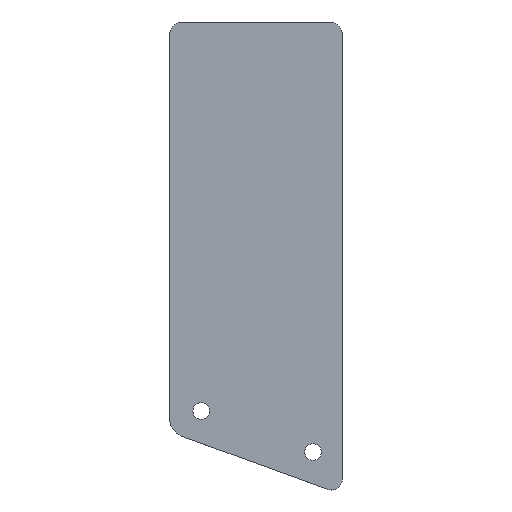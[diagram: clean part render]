
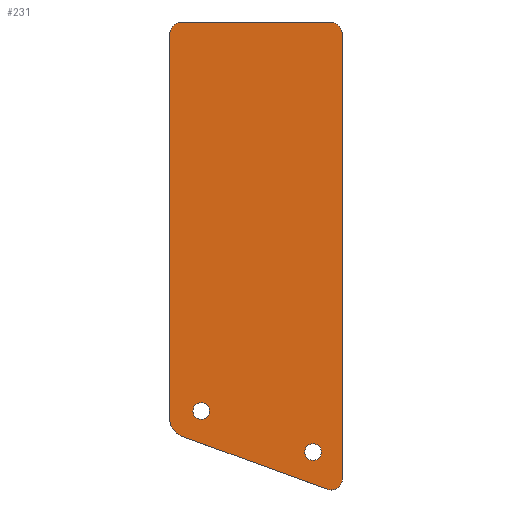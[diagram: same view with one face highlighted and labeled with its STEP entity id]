
A CAD part, top view. The second image highlights one B-rep face of the part: STEP entity #231.
In plain terms, the highlighted planar face has unit normal (0, 0, 1).
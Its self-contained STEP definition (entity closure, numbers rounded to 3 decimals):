
#19=FACE_BOUND('',#52,.T.);
#20=FACE_BOUND('',#53,.T.);
#27=PLANE('',#270);
#39=FACE_OUTER_BOUND('',#51,.T.);
#51=EDGE_LOOP('',(#195,#196,#197,#198,#199,#200,#201,#202));
#52=EDGE_LOOP('',(#203));
#53=EDGE_LOOP('',(#204));
#61=LINE('',#366,#79);
#65=LINE('',#378,#83);
#69=LINE('',#390,#87);
#73=LINE('',#402,#91);
#79=VECTOR('',#295,10.);
#83=VECTOR('',#307,10.);
#87=VECTOR('',#319,10.);
#91=VECTOR('',#331,10.);
#93=CIRCLE('',#249,1.15);
#95=CIRCLE('',#252,1.15);
#98=CIRCLE('',#257,1.5);
#100=CIRCLE('',#261,2.5);
#102=CIRCLE('',#265,1.75);
#104=CIRCLE('',#269,1.75);
#105=VERTEX_POINT('',#348);
#107=VERTEX_POINT('',#354);
#111=VERTEX_POINT('',#363);
#112=VERTEX_POINT('',#365);
#114=VERTEX_POINT('',#371);
#116=VERTEX_POINT('',#377);
#118=VERTEX_POINT('',#383);
#120=VERTEX_POINT('',#389);
#122=VERTEX_POINT('',#395);
#124=VERTEX_POINT('',#401);
#125=EDGE_CURVE('',#105,#105,#93,.T.);
#128=EDGE_CURVE('',#107,#107,#95,.T.);
#133=EDGE_CURVE('',#112,#111,#61,.T.);
#136=EDGE_CURVE('',#114,#112,#98,.T.);
#139=EDGE_CURVE('',#116,#114,#65,.T.);
#142=EDGE_CURVE('',#118,#116,#100,.T.);
#145=EDGE_CURVE('',#120,#118,#69,.T.);
#148=EDGE_CURVE('',#122,#120,#102,.T.);
#151=EDGE_CURVE('',#124,#122,#73,.T.);
#154=EDGE_CURVE('',#111,#124,#104,.T.);
#195=ORIENTED_EDGE('',*,*,#154,.T.);
#196=ORIENTED_EDGE('',*,*,#151,.T.);
#197=ORIENTED_EDGE('',*,*,#148,.T.);
#198=ORIENTED_EDGE('',*,*,#145,.T.);
#199=ORIENTED_EDGE('',*,*,#142,.T.);
#200=ORIENTED_EDGE('',*,*,#139,.T.);
#201=ORIENTED_EDGE('',*,*,#136,.T.);
#202=ORIENTED_EDGE('',*,*,#133,.T.);
#203=ORIENTED_EDGE('',*,*,#125,.T.);
#204=ORIENTED_EDGE('',*,*,#128,.T.);
#231=ADVANCED_FACE('',(#39,#19,#20),#27,.T.);
#249=AXIS2_PLACEMENT_3D('',#349,#279,#280);
#252=AXIS2_PLACEMENT_3D('',#355,#286,#287);
#257=AXIS2_PLACEMENT_3D('',#372,#301,#302);
#261=AXIS2_PLACEMENT_3D('',#384,#313,#314);
#265=AXIS2_PLACEMENT_3D('',#396,#325,#326);
#269=AXIS2_PLACEMENT_3D('',#406,#337,#338);
#270=AXIS2_PLACEMENT_3D('',#407,#339,#340);
#279=DIRECTION('center_axis',(0.,0.,-1.));
#280=DIRECTION('ref_axis',(1.,0.,0.));
#286=DIRECTION('center_axis',(0.,0.,-1.));
#287=DIRECTION('ref_axis',(1.,0.,0.));
#295=DIRECTION('',(0.,1.,0.));
#301=DIRECTION('center_axis',(0.,0.,1.));
#302=DIRECTION('ref_axis',(-0.342,-0.94,0.));
#307=DIRECTION('',(0.94,-0.342,0.));
#313=DIRECTION('center_axis',(0.,0.,1.));
#314=DIRECTION('ref_axis',(-1.,0.,0.));
#319=DIRECTION('',(0.,-1.,0.));
#325=DIRECTION('center_axis',(0.,0.,1.));
#326=DIRECTION('ref_axis',(0.,1.,0.));
#331=DIRECTION('',(-1.,0.,0.));
#337=DIRECTION('center_axis',(0.,0.,1.));
#338=DIRECTION('ref_axis',(1.,0.,0.));
#339=DIRECTION('center_axis',(0.,0.,1.));
#340=DIRECTION('ref_axis',(1.,0.,0.));
#348=CARTESIAN_POINT('',(75.35,-33.,2.6));
#349=CARTESIAN_POINT('Origin',(76.5,-33.,2.6));
#354=CARTESIAN_POINT('',(59.88,-27.329,2.6));
#355=CARTESIAN_POINT('Origin',(61.03,-27.329,2.6));
#363=CARTESIAN_POINT('',(80.532,24.722,2.6));
#365=CARTESIAN_POINT('',(80.532,-36.742,2.6));
#366=CARTESIAN_POINT('',(80.532,24.722,2.6));
#371=CARTESIAN_POINT('',(78.519,-38.152,2.6));
#372=CARTESIAN_POINT('Origin',(79.032,-36.742,2.6));
#377=CARTESIAN_POINT('',(58.331,-30.804,2.6));
#378=CARTESIAN_POINT('',(58.331,-30.804,2.6));
#383=CARTESIAN_POINT('',(56.686,-28.455,2.6));
#384=CARTESIAN_POINT('Origin',(59.186,-28.455,2.6));
#389=CARTESIAN_POINT('',(56.687,24.722,2.6));
#390=CARTESIAN_POINT('',(56.687,24.722,2.6));
#395=CARTESIAN_POINT('',(58.437,26.472,2.6));
#396=CARTESIAN_POINT('Origin',(58.437,24.722,2.6));
#401=CARTESIAN_POINT('',(78.782,26.472,2.6));
#402=CARTESIAN_POINT('',(78.782,26.472,2.6));
#406=CARTESIAN_POINT('Origin',(78.782,24.722,2.6));
#407=CARTESIAN_POINT('Origin',(68.609,-5.885,2.6));
